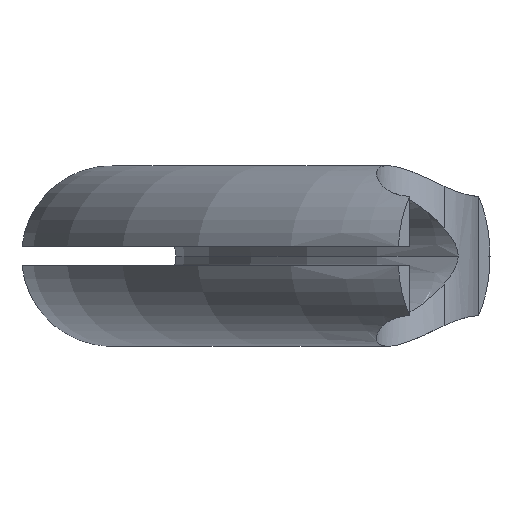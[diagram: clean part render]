
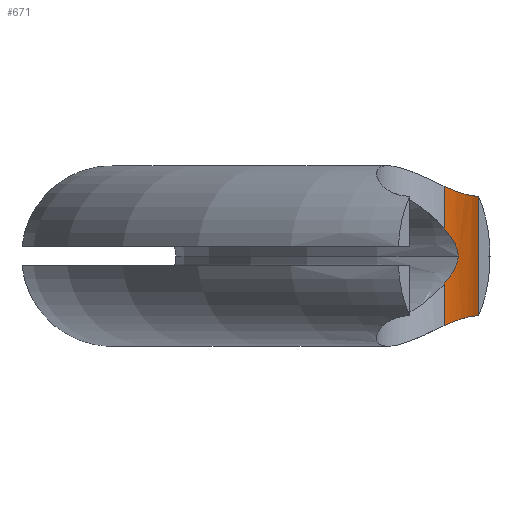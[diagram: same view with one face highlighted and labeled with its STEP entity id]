
A CAD part, left-side view. The second image highlights one B-rep face of the part: STEP entity #671.
In plain terms, the highlighted cylindrical face has radius 10 mm (diameter 20 mm), a partial arc.
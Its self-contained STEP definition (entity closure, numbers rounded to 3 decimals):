
#1 = VERTEX_POINT ( 'NONE', #46 ) ;
#17 = EDGE_CURVE ( 'NONE', #314, #762, #825, .T. ) ;
#22 = CARTESIAN_POINT ( 'NONE',  ( -76.287, 48.831, 0. ) ) ;
#36 = CARTESIAN_POINT ( 'NONE',  ( -76.077, 50.409, 3.543 ) ) ;
#46 = CARTESIAN_POINT ( 'NONE',  ( -77.46, 45.824, -8.822 ) ) ;
#47 = ORIENTED_EDGE ( 'NONE', *, *, #184, .T. ) ;
#63 = EDGE_CURVE ( 'NONE', #314, #569, #869, .T. ) ;
#64 = CARTESIAN_POINT ( 'NONE',  ( -76.077, 50.408, -3.542 ) ) ;
#76 = EDGE_LOOP ( 'NONE', ( #159, #256, #388, #705, #303, #104, #47 ) ) ;
#81 = CARTESIAN_POINT ( 'NONE',  ( -76.235, 49.089, 1.353 ) ) ;
#85 = CARTESIAN_POINT ( 'NONE',  ( -76.287, 48.831, 0.199 ) ) ;
#104 = ORIENTED_EDGE ( 'NONE', *, *, #63, .T. ) ;
#111 = EDGE_CURVE ( 'NONE', #1, #713, #174, .T. ) ;
#116 = CARTESIAN_POINT ( 'NONE',  ( -76.269, 48.916, 0.786 ) ) ;
#117 = EDGE_CURVE ( 'NONE', #713, #366, #186, .T. ) ;
#133 = VERTEX_POINT ( 'NONE', #913 ) ;
#150 = CARTESIAN_POINT ( 'NONE',  ( -76.459, 48.137, 9.203 ) ) ;
#159 = ORIENTED_EDGE ( 'NONE', *, *, #117, .F. ) ;
#170 = DIRECTION ( 'NONE',  ( 0., 0., 1. ) ) ;
#174 = B_SPLINE_CURVE_WITH_KNOTS ( 'NONE', 3,
 ( #240, #279, #457, #489, #940, #832, #454, #481, #451, #628, #424, #585, #288, #181 ),
 .UNSPECIFIED., .F., .F.,
 ( 4, 2, 2, 2, 2, 2, 4 ),
 ( 0.002, 0.003, 0.004, 0.004, 0.005, 0.006, 0.008 ),
 .UNSPECIFIED. ) ;
#175 = CARTESIAN_POINT ( 'NONE',  ( -76.288, 48.78, 9.409 ) ) ;
#181 = CARTESIAN_POINT ( 'NONE',  ( -76.067, 50.916, -10.304 ) ) ;
#184 = EDGE_CURVE ( 'NONE', #569, #366, #964, .T. ) ;
#186 = LINE ( 'NONE', #422, #746 ) ;
#187 = CARTESIAN_POINT ( 'NONE',  ( -76.223, 49.152, -1.544 ) ) ;
#202 = CARTESIAN_POINT ( 'NONE',  ( -76.112, 49.936, -2.91 ) ) ;
#217 = CARTESIAN_POINT ( 'NONE',  ( -76.067, 50.916, 4.14 ) ) ;
#229 = CARTESIAN_POINT ( 'NONE',  ( -76.283, 48.849, 0.398 ) ) ;
#240 = CARTESIAN_POINT ( 'NONE',  ( -77.46, 45.824, -8.822 ) ) ;
#252 = CARTESIAN_POINT ( 'NONE',  ( -76.75, 47.276, 8.98 ) ) ;
#256 = ORIENTED_EDGE ( 'NONE', *, *, #111, .F. ) ;
#264 = CARTESIAN_POINT ( 'NONE',  ( -76.067, 50.916, 10.304 ) ) ;
#272 = DIRECTION ( 'NONE',  ( 0., 0., 1. ) ) ;
#275 = DIRECTION ( 'NONE',  ( 0., 0., 1. ) ) ;
#279 = CARTESIAN_POINT ( 'NONE',  ( -77.341, 46.026, -8.822 ) ) ;
#288 = CARTESIAN_POINT ( 'NONE',  ( -76.067, 50.491, -10.109 ) ) ;
#303 = ORIENTED_EDGE ( 'NONE', *, *, #17, .F. ) ;
#308 = CARTESIAN_POINT ( 'NONE',  ( -76.271, 48.903, -0.787 ) ) ;
#314 = VERTEX_POINT ( 'NONE', #809 ) ;
#344 = B_SPLINE_CURVE_WITH_KNOTS ( 'NONE', 3,
 ( #917, #544, #853, #502, #175, #150, #824, #771, #252, #768, #397, #727 ),
 .UNSPECIFIED., .F., .F.,
 ( 4, 2, 2, 2, 2, 4 ),
 ( 0.041, 0.042, 0.043, 0.044, 0.045, 0.046 ),
 .UNSPECIFIED. ) ;
#356 = AXIS2_PLACEMENT_3D ( 'NONE', #538, #851, #735 ) ;
#364 = EDGE_CURVE ( 'NONE', #762, #133, #344, .T. ) ;
#366 = VERTEX_POINT ( 'NONE', #658 ) ;
#388 = ORIENTED_EDGE ( 'NONE', *, *, #903, .T. ) ;
#397 = CARTESIAN_POINT ( 'NONE',  ( -77.223, 46.226, 8.822 ) ) ;
#422 = CARTESIAN_POINT ( 'NONE',  ( -76.067, 50.916, -25. ) ) ;
#424 = CARTESIAN_POINT ( 'NONE',  ( -76.204, 49.215, -9.573 ) ) ;
#427 = CARTESIAN_POINT ( 'NONE',  ( -76.287, 48.831, 0. ) ) ;
#446 = FACE_OUTER_BOUND ( 'NONE', #76, .T. ) ;
#451 = CARTESIAN_POINT ( 'NONE',  ( -76.458, 48.139, -9.204 ) ) ;
#454 = CARTESIAN_POINT ( 'NONE',  ( -76.669, 47.493, -9.029 ) ) ;
#457 = CARTESIAN_POINT ( 'NONE',  ( -77.228, 46.233, -8.832 ) ) ;
#469 = VECTOR ( 'NONE', #272, 1000. ) ;
#481 = CARTESIAN_POINT ( 'NONE',  ( -76.523, 47.922, -9.14 ) ) ;
#489 = CARTESIAN_POINT ( 'NONE',  ( -77.02, 46.649, -8.873 ) ) ;
#502 = CARTESIAN_POINT ( 'NONE',  ( -76.205, 49.208, 9.57 ) ) ;
#528 = CARTESIAN_POINT ( 'NONE',  ( -76.067, 50.916, -10.304 ) ) ;
#538 = CARTESIAN_POINT ( 'NONE',  ( -86.067, 50.916, -25. ) ) ;
#544 = CARTESIAN_POINT ( 'NONE',  ( -76.067, 50.494, 10.111 ) ) ;
#545 = CARTESIAN_POINT ( 'NONE',  ( -76.287, 48.831, 0. ) ) ;
#569 = VERTEX_POINT ( 'NONE', #22 ) ;
#585 = CARTESIAN_POINT ( 'NONE',  ( -76.094, 50.066, -9.922 ) ) ;
#586 = CARTESIAN_POINT ( 'NONE',  ( -76.287, 48.831, -0.399 ) ) ;
#596 = CARTESIAN_POINT ( 'NONE',  ( -76.138, 49.715, 2.583 ) ) ;
#614 = CARTESIAN_POINT ( 'NONE',  ( -76.067, 50.916, -4.14 ) ) ;
#617 = CARTESIAN_POINT ( 'NONE',  ( -76.179, 49.421, 2.07 ) ) ;
#628 = CARTESIAN_POINT ( 'NONE',  ( -76.286, 48.787, -9.412 ) ) ;
#658 = CARTESIAN_POINT ( 'NONE',  ( -76.067, 50.916, -4.14 ) ) ;
#663 = CARTESIAN_POINT ( 'NONE',  ( -76.112, 49.938, 2.913 ) ) ;
#671 = ADVANCED_FACE ( 'NONE', ( #446 ), #987, .F. ) ;
#705 = ORIENTED_EDGE ( 'NONE', *, *, #364, .F. ) ;
#713 = VERTEX_POINT ( 'NONE', #528 ) ;
#727 = CARTESIAN_POINT ( 'NONE',  ( -77.46, 45.824, 8.822 ) ) ;
#734 = CARTESIAN_POINT ( 'NONE',  ( -76.194, 49.329, 1.896 ) ) ;
#735 = DIRECTION ( 'NONE',  ( 1., 0., 0. ) ) ;
#746 = VECTOR ( 'NONE', #275, 1000. ) ;
#762 = VERTEX_POINT ( 'NONE', #264 ) ;
#768 = CARTESIAN_POINT ( 'NONE',  ( -77.016, 46.639, 8.863 ) ) ;
#771 = CARTESIAN_POINT ( 'NONE',  ( -76.669, 47.492, 9.029 ) ) ;
#778 = VECTOR ( 'NONE', #170, 1000. ) ;
#785 = LINE ( 'NONE', #799, #469 ) ;
#786 = CARTESIAN_POINT ( 'NONE',  ( -76.067, 50.658, 3.846 ) ) ;
#799 = CARTESIAN_POINT ( 'NONE',  ( -77.46, 45.824, -25. ) ) ;
#803 = CARTESIAN_POINT ( 'NONE',  ( -76.193, 49.322, -1.898 ) ) ;
#809 = CARTESIAN_POINT ( 'NONE',  ( -76.067, 50.916, 4.14 ) ) ;
#824 = CARTESIAN_POINT ( 'NONE',  ( -76.523, 47.922, 9.14 ) ) ;
#825 = LINE ( 'NONE', #856, #778 ) ;
#832 = CARTESIAN_POINT ( 'NONE',  ( -76.749, 47.28, -8.981 ) ) ;
#851 = DIRECTION ( 'NONE',  ( 0., 0., 1. ) ) ;
#853 = CARTESIAN_POINT ( 'NONE',  ( -76.094, 50.067, 9.922 ) ) ;
#856 = CARTESIAN_POINT ( 'NONE',  ( -76.067, 50.916, -25. ) ) ;
#869 = B_SPLINE_CURVE_WITH_KNOTS ( 'NONE', 3,
 ( #217, #786, #36, #663, #596, #617, #734, #941, #81, #902, #116, #229, #85, #545 ),
 .UNSPECIFIED., .F., .F.,
 ( 4, 2, 2, 2, 2, 2, 4 ),
 ( 0.031, 0.032, 0.033, 0.034, 0.034, 0.035, 0.036 ),
 .UNSPECIFIED. ) ;
#893 = CARTESIAN_POINT ( 'NONE',  ( -76.138, 49.713, -2.581 ) ) ;
#902 = CARTESIAN_POINT ( 'NONE',  ( -76.259, 48.965, 0.977 ) ) ;
#903 = EDGE_CURVE ( 'NONE', #1, #133, #785, .T. ) ;
#913 = CARTESIAN_POINT ( 'NONE',  ( -77.46, 45.824, 8.822 ) ) ;
#917 = CARTESIAN_POINT ( 'NONE',  ( -76.067, 50.916, 10.304 ) ) ;
#940 = CARTESIAN_POINT ( 'NONE',  ( -76.925, 46.858, -8.903 ) ) ;
#941 = CARTESIAN_POINT ( 'NONE',  ( -76.222, 49.163, 1.538 ) ) ;
#963 = CARTESIAN_POINT ( 'NONE',  ( -76.067, 50.657, -3.845 ) ) ;
#964 = B_SPLINE_CURVE_WITH_KNOTS ( 'NONE', 3,
 ( #427, #586, #308, #187, #803, #893, #202, #64, #963, #614 ),
 .UNSPECIFIED., .F., .F.,
 ( 4, 2, 2, 2, 4 ),
 ( 0.036, 0.037, 0.038, 0.039, 0.04 ),
 .UNSPECIFIED. ) ;
#987 = CYLINDRICAL_SURFACE ( 'NONE', #356, 10. ) ;
